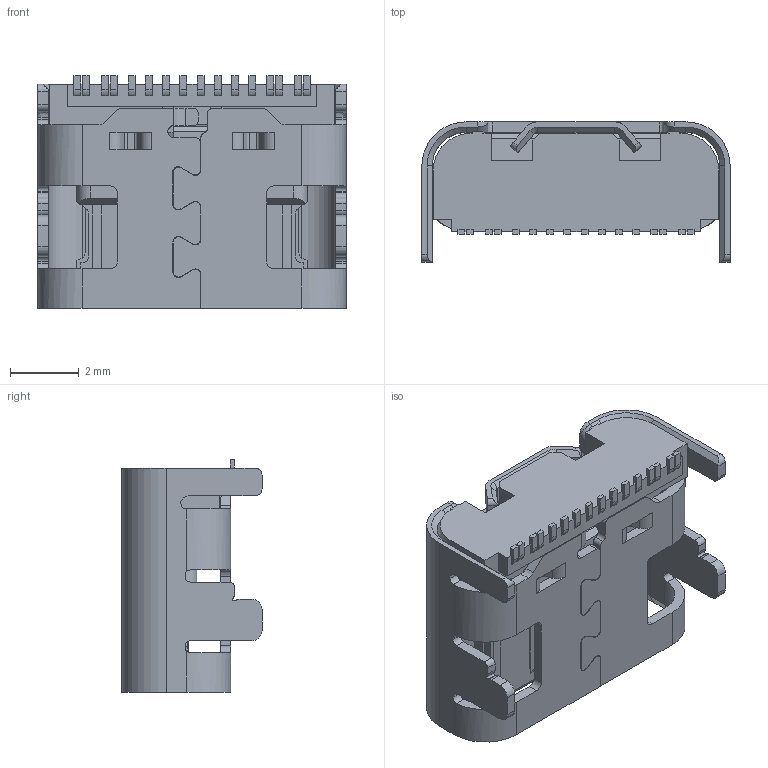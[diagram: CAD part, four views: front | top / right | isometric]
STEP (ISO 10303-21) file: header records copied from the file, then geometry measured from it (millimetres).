
FILE_DESCRIPTION(('STEP AP242'),'1');
FILE_NAME('2171790001.stp','2024-11-05T17:51:46',('TraceParts'),('TraceParts S.A.'),'Spatial InterOp 3D',' ',' ');
FILE_SCHEMA(('AP242_MANAGED_MODEL_BASED_3D_ENGINEERING_MIM_LF {1 0 10303 442 1 1 4}'));
Length unit declared in the file: millimetre
Products named in the file (1): 2171790001_1
Bounding box: 8.94 x 4.06 x 6.75 mm (x, y, z)
Volume: 95.6 mm3; surface area: 430.7 mm2
Topology: 1 solids, 1 shells, 668 faces, 2052 edges, 1442 vertices
Faces by surface type: plane 470, cylinder 181, cone 13, bspline 4
Entity records: 23209 total; most frequent: CARTESIAN_POINT 4732, ORIENTED_EDGE 3944, DIRECTION 3655, EDGE_CURVE 1972, LINE 1581, VECTOR 1581, VERTEX_POINT 1282, AXIS2_PLACEMENT_3D 1037
